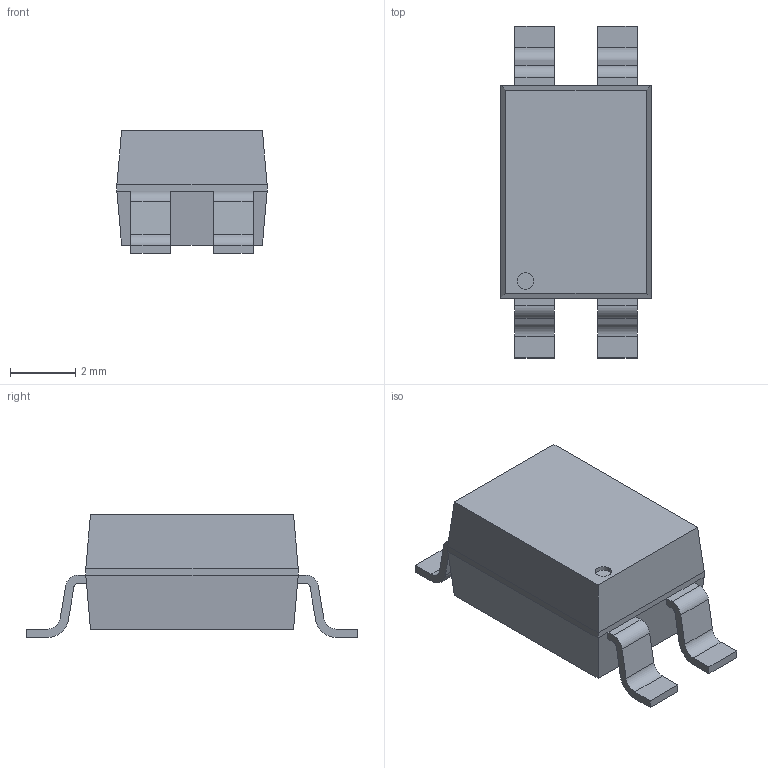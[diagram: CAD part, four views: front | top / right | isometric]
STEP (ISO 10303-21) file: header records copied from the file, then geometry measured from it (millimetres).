
FILE_DESCRIPTION (( 'STEP AP214' ), '1' );
FILE_NAME ('938F75B9-451A-4788-A0D5-F34CC658E3B7.STEP', '2008-06-23T16:06:41', ( 'sysAdmin' ), ( 'SolidWorks' ), 'SwSTEP 2.0', 'SolidWorks 2008', '' );
FILE_SCHEMA (( 'AUTOMOTIVE_DESIGN' ));
Length unit declared in the file: inch
Products named in the file (1): 938F75B9-451A-4788-A0D5-F34CC658E3B7
Bounding box: 4.6 x 10.16 x 3.76 mm (x, y, z)
Volume: 103.2 mm3; surface area: 164.9 mm2
Topology: 1 solids, 1 shells, 69 faces, 182 edges, 116 vertices
Faces by surface type: plane 51, cylinder 18
Entity records: 3028 total; most frequent: CARTESIAN_POINT 368, ORIENTED_EDGE 364, DIRECTION 358, EDGE_CURVE 182, VECTOR 146, LINE 146, VERTEX_POINT 116, AXIS2_PLACEMENT_3D 106
